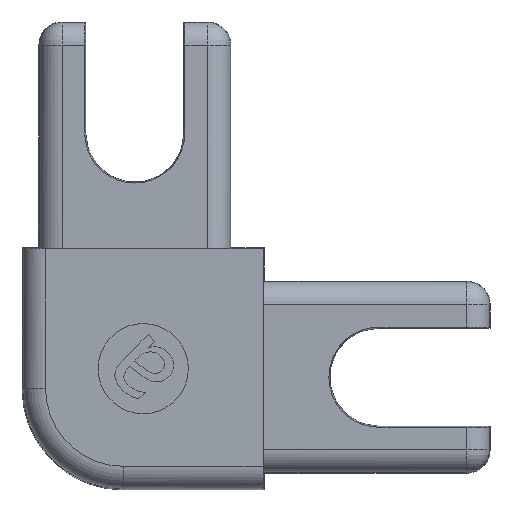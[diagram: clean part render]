
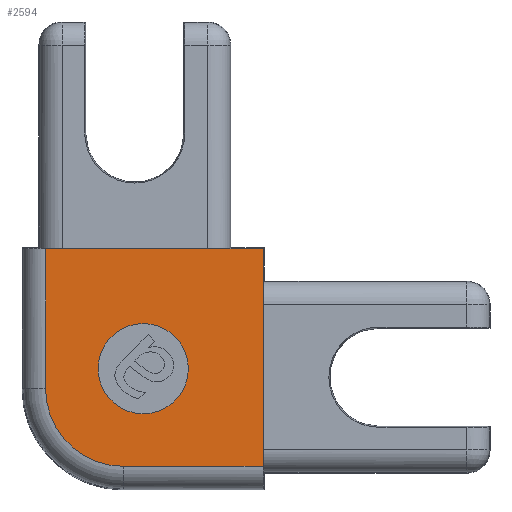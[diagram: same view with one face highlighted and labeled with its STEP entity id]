
A CAD part, top view. The second image highlights one B-rep face of the part: STEP entity #2594.
In plain terms, the highlighted planar face has unit normal (0, 0, 1).
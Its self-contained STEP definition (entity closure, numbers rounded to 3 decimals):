
#136 = CARTESIAN_POINT ( 'NONE',  ( 10.628, 10.75, 7. ) ) ;
#154 = CARTESIAN_POINT ( 'NONE',  ( 0., 0., 7. ) ) ;
#275 = ORIENTED_EDGE ( 'NONE', *, *, #3470, .T. ) ;
#346 = CARTESIAN_POINT ( 'NONE',  ( -1.75, -1.75, 7. ) ) ;
#370 = VERTEX_POINT ( 'NONE', #1200 ) ;
#417 = CIRCLE ( 'NONE', #1471, 6.912 ) ;
#450 = DIRECTION ( 'NONE',  ( 0., 0., 1. ) ) ;
#488 = CARTESIAN_POINT ( 'NONE',  ( -1.75, -8.662, 7. ) ) ;
#542 = VERTEX_POINT ( 'NONE', #1425 ) ;
#573 = VERTEX_POINT ( 'NONE', #2270 ) ;
#651 = DIRECTION ( 'NONE',  ( 0., 0., 1. ) ) ;
#701 = CARTESIAN_POINT ( 'NONE',  ( 10.628, -8.662, 7. ) ) ;
#838 = VECTOR ( 'NONE', #3345, 1000. ) ;
#952 = EDGE_CURVE ( 'NONE', #3378, #2142, #3698, .T. ) ;
#1048 = EDGE_LOOP ( 'NONE', ( #3284, #2710 ) ) ;
#1069 = VERTEX_POINT ( 'NONE', #2632 ) ;
#1200 = CARTESIAN_POINT ( 'NONE',  ( -8.662, 10.628, 7. ) ) ;
#1205 = CARTESIAN_POINT ( 'NONE',  ( -8.662, -1.75, 7. ) ) ;
#1257 = DIRECTION ( 'NONE',  ( 1., 0., 0. ) ) ;
#1305 = EDGE_CURVE ( 'NONE', #1069, #542, #1332, .T. ) ;
#1332 = LINE ( 'NONE', #136, #3109 ) ;
#1425 = CARTESIAN_POINT ( 'NONE',  ( 10.628, 10.628, 7. ) ) ;
#1464 = CARTESIAN_POINT ( 'NONE',  ( 4., 0., 7. ) ) ;
#1467 = EDGE_CURVE ( 'NONE', #1606, #1069, #1890, .T. ) ;
#1471 = AXIS2_PLACEMENT_3D ( 'NONE', #346, #1526, #1257 ) ;
#1472 = EDGE_CURVE ( 'NONE', #2142, #3378, #2975, .T. ) ;
#1526 = DIRECTION ( 'NONE',  ( 0., 0., 1. ) ) ;
#1533 = CARTESIAN_POINT ( 'NONE',  ( 0., 0., 7. ) ) ;
#1606 = VERTEX_POINT ( 'NONE', #488 ) ;
#1746 = EDGE_CURVE ( 'NONE', #370, #573, #2090, .T. ) ;
#1777 = VECTOR ( 'NONE', #2096, 1000. ) ;
#1834 = CARTESIAN_POINT ( 'NONE',  ( -10.75, 10.628, 7. ) ) ;
#1890 = LINE ( 'NONE', #701, #838 ) ;
#1976 = CARTESIAN_POINT ( 'NONE',  ( 10.75, -10.75, 7. ) ) ;
#2010 = EDGE_LOOP ( 'NONE', ( #275, #3791, #3236, #2332, #2189 ) ) ;
#2035 = AXIS2_PLACEMENT_3D ( 'NONE', #1533, #651, #2538 ) ;
#2090 = LINE ( 'NONE', #1205, #3357 ) ;
#2096 = DIRECTION ( 'NONE',  ( -1., 0., 0. ) ) ;
#2142 = VERTEX_POINT ( 'NONE', #1464 ) ;
#2189 = ORIENTED_EDGE ( 'NONE', *, *, #1746, .T. ) ;
#2246 = PLANE ( 'NONE',  #2898 ) ;
#2268 = FACE_BOUND ( 'NONE', #1048, .T. ) ;
#2270 = CARTESIAN_POINT ( 'NONE',  ( -8.662, -1.75, 7. ) ) ;
#2332 = ORIENTED_EDGE ( 'NONE', *, *, #3783, .T. ) ;
#2495 = AXIS2_PLACEMENT_3D ( 'NONE', #154, #450, #3026 ) ;
#2538 = DIRECTION ( 'NONE',  ( 1., 0., 0. ) ) ;
#2594 = ADVANCED_FACE ( 'NONE', ( #2268, #3750 ), #2246, .T. ) ;
#2632 = CARTESIAN_POINT ( 'NONE',  ( 10.628, -8.662, 7. ) ) ;
#2673 = DIRECTION ( 'NONE',  ( 0., -1., 0. ) ) ;
#2710 = ORIENTED_EDGE ( 'NONE', *, *, #952, .F. ) ;
#2890 = CARTESIAN_POINT ( 'NONE',  ( -4., 0., 7. ) ) ;
#2898 = AXIS2_PLACEMENT_3D ( 'NONE', #1976, #3399, #3688 ) ;
#2975 = CIRCLE ( 'NONE', #2495, 4. ) ;
#3026 = DIRECTION ( 'NONE',  ( 1., 0., 0. ) ) ;
#3109 = VECTOR ( 'NONE', #3325, 1000. ) ;
#3236 = ORIENTED_EDGE ( 'NONE', *, *, #1305, .T. ) ;
#3284 = ORIENTED_EDGE ( 'NONE', *, *, #1472, .F. ) ;
#3325 = DIRECTION ( 'NONE',  ( 0., 1., 0. ) ) ;
#3345 = DIRECTION ( 'NONE',  ( 1., 0., 0. ) ) ;
#3357 = VECTOR ( 'NONE', #2673, 1000. ) ;
#3378 = VERTEX_POINT ( 'NONE', #2890 ) ;
#3399 = DIRECTION ( 'NONE',  ( 0., 0., 1. ) ) ;
#3470 = EDGE_CURVE ( 'NONE', #573, #1606, #417, .T. ) ;
#3558 = LINE ( 'NONE', #1834, #1777 ) ;
#3688 = DIRECTION ( 'NONE',  ( 1., 0., 0. ) ) ;
#3698 = CIRCLE ( 'NONE', #2035, 4. ) ;
#3750 = FACE_OUTER_BOUND ( 'NONE', #2010, .T. ) ;
#3783 = EDGE_CURVE ( 'NONE', #542, #370, #3558, .T. ) ;
#3791 = ORIENTED_EDGE ( 'NONE', *, *, #1467, .T. ) ;
